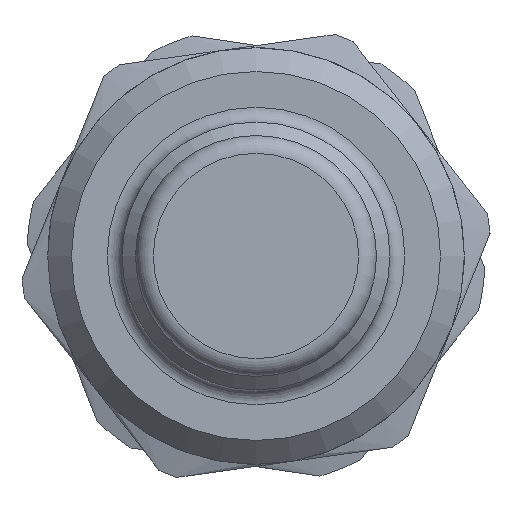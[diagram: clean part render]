
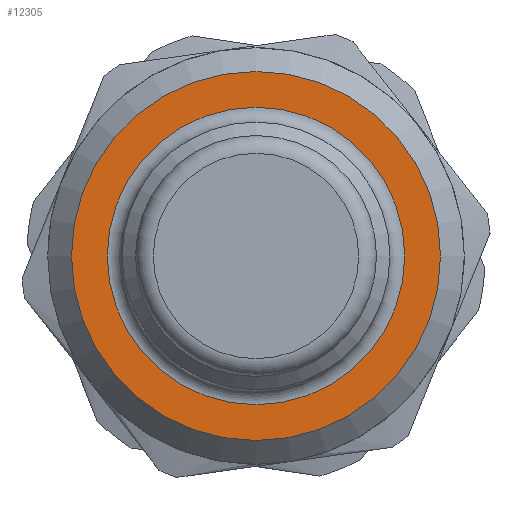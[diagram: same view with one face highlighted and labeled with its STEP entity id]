
A CAD part, left-side view. The second image highlights one B-rep face of the part: STEP entity #12305.
In plain terms, the highlighted planar face has unit normal (-1, 0, 0).
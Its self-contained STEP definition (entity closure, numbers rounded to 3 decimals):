
#12203=CARTESIAN_POINT('',(14.1,6.2,0.));
#12204=VERTEX_POINT('',#12203);
#12205=CARTESIAN_POINT('',(14.1,0.0,0.0));
#12206=DIRECTION('',(1.0,0.0,0.0));
#12207=DIRECTION('',(0.0,-1.0,0.0));
#12208=AXIS2_PLACEMENT_3D('',#12205,#12206,#12207);
#12209=CIRCLE('',#12208,6.2);
#12210=EDGE_CURVE('',#12204,#12204,#12209,.T.);
#12286=CARTESIAN_POINT('',(14.1,5.75,0.0));
#12287=DIRECTION('',(-1.0,0.0,0.0));
#12288=DIRECTION('',(0.0,0.0,1.0));
#12289=AXIS2_PLACEMENT_3D('',#12286,#12287,#12288);
#12290=PLANE('',#12289);
#12291=ORIENTED_EDGE('',*,*,#12210,.F.);
#12292=EDGE_LOOP('',(#12291));
#12293=FACE_OUTER_BOUND('',#12292,.T.);
#12294=CARTESIAN_POINT('',(14.1,5.,0.));
#12295=VERTEX_POINT('',#12294);
#12296=CARTESIAN_POINT('',(14.1,0.0,0.0));
#12297=DIRECTION('',(-1.0,0.0,0.0));
#12298=DIRECTION('',(0.0,-1.0,0.0));
#12299=AXIS2_PLACEMENT_3D('',#12296,#12297,#12298);
#12300=CIRCLE('',#12299,5.);
#12301=EDGE_CURVE('',#12295,#12295,#12300,.T.);
#12302=ORIENTED_EDGE('',*,*,#12301,.F.);
#12303=EDGE_LOOP('',(#12302));
#12304=FACE_BOUND('',#12303,.T.);
#12305=ADVANCED_FACE('',(#12293,#12304),#12290,.T.);
